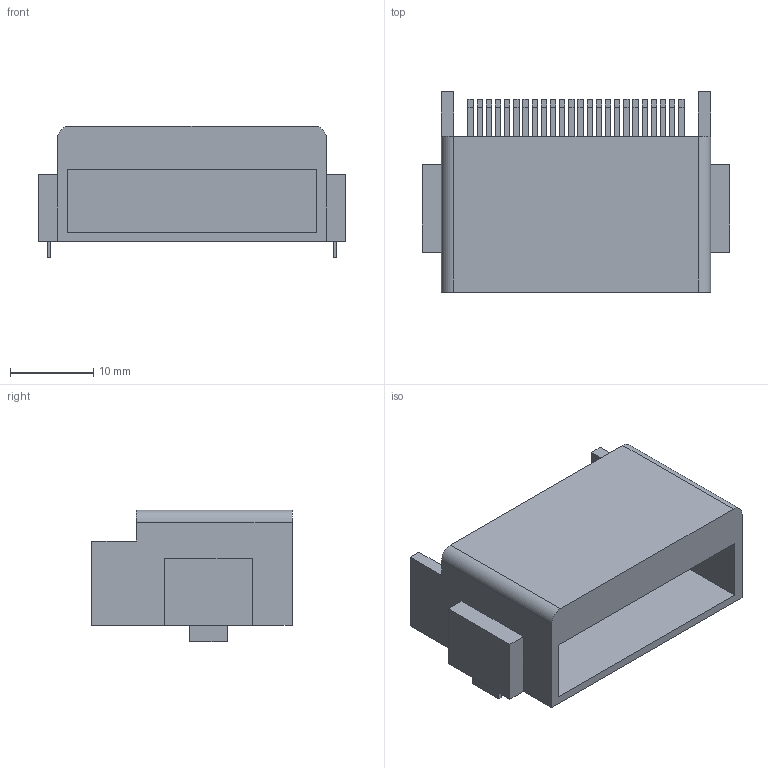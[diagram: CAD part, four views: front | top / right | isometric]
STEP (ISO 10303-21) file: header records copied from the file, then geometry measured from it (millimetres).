
FILE_DESCRIPTION(('HOOPS Exchange Step'),'2;1');
FILE_NAME('export-200D2A55-36CD-4D7F-A034-E2E6D4A76457.stp','2022-10-08T17:30:26+17:00',('Daxxn'),('Alibre'),'HOOPS Exchange 2022.0','Alibre','Unknown authorisation');
FILE_SCHEMA( ('AP242_MANAGED_MODEL_BASED_3D_ENGINEERING_MIM_LF {1 0 10303 442 1 1 4 }') );
Length unit declared in the file: centimetre
Products named in the file (1): MX34R24HF4T
Bounding box: 36.9 x 24.05 x 15.8 mm (x, y, z)
Volume: 5561.9 mm3; surface area: 4766.8 mm2
Topology: 1 solids, 1 shells, 253 faces, 672 edges, 448 vertices
Faces by surface type: plane 251, cylinder 2
Entity records: 7754 total; most frequent: CARTESIAN_POINT 1375, ORIENTED_EDGE 1344, DIRECTION 1186, EDGE_CURVE 672, VECTOR 668, LINE 668, VERTEX_POINT 448, EDGE_LOOP 280
